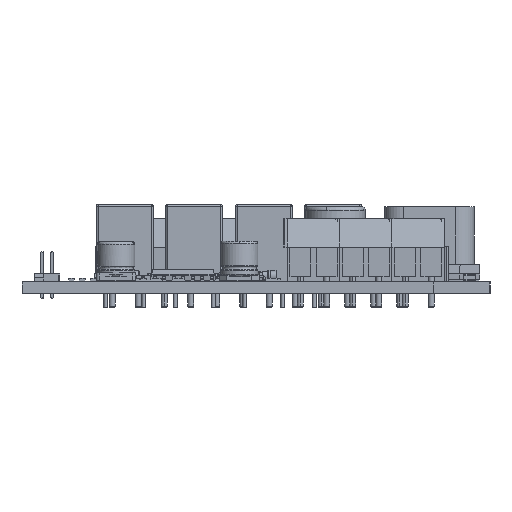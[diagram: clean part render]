
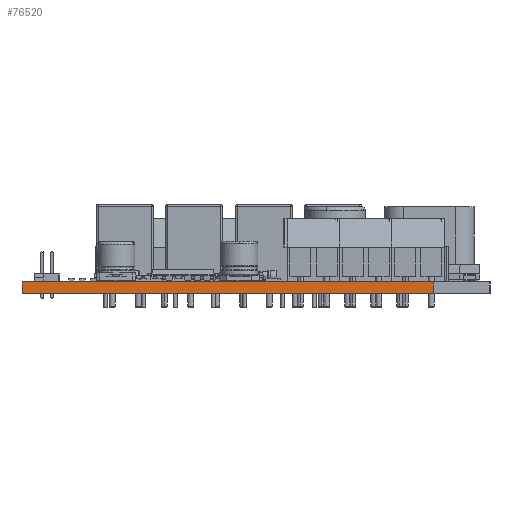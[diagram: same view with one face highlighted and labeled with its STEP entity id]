
A CAD part, left-side view. The second image highlights one B-rep face of the part: STEP entity #76520.
In plain terms, the highlighted planar face has unit normal (-1, 0, 0).
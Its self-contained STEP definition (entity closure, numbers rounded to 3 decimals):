
#75181 = VERTEX_POINT('',#75182);
#75182 = CARTESIAN_POINT('',(115.,-66.8,0.));
#75188 = EDGE_CURVE('',#75189,#75181,#75191,.T.);
#75189 = VERTEX_POINT('',#75190);
#75190 = CARTESIAN_POINT('',(115.,-121.85,0.));
#75191 = LINE('',#75192,#75193);
#75192 = CARTESIAN_POINT('',(115.,-121.85,0.));
#75193 = VECTOR('',#75194,1.);
#75194 = DIRECTION('',(0.,1.,0.));
#75824 = VERTEX_POINT('',#75825);
#75825 = CARTESIAN_POINT('',(115.,-66.8,1.6));
#75831 = EDGE_CURVE('',#75832,#75824,#75834,.T.);
#75832 = VERTEX_POINT('',#75833);
#75833 = CARTESIAN_POINT('',(115.,-121.85,1.6));
#75834 = LINE('',#75835,#75836);
#75835 = CARTESIAN_POINT('',(115.,-121.85,1.6));
#75836 = VECTOR('',#75837,1.);
#75837 = DIRECTION('',(0.,1.,0.));
#76490 = EDGE_CURVE('',#75181,#75824,#76491,.T.);
#76491 = LINE('',#76492,#76493);
#76492 = CARTESIAN_POINT('',(115.,-66.8,0.));
#76493 = VECTOR('',#76494,1.);
#76494 = DIRECTION('',(0.,0.,1.));
#76509 = EDGE_CURVE('',#75189,#75832,#76510,.T.);
#76510 = LINE('',#76511,#76512);
#76511 = CARTESIAN_POINT('',(115.,-121.85,0.));
#76512 = VECTOR('',#76513,1.);
#76513 = DIRECTION('',(0.,0.,1.));
#76520 = ADVANCED_FACE('',(#76521),#76527,.T.);
#76521 = FACE_BOUND('',#76522,.T.);
#76522 = EDGE_LOOP('',(#76523,#76524,#76525,#76526));
#76523 = ORIENTED_EDGE('',*,*,#76509,.T.);
#76524 = ORIENTED_EDGE('',*,*,#75831,.T.);
#76525 = ORIENTED_EDGE('',*,*,#76490,.F.);
#76526 = ORIENTED_EDGE('',*,*,#75188,.F.);
#76527 = PLANE('',#76528);
#76528 = AXIS2_PLACEMENT_3D('',#76529,#76530,#76531);
#76529 = CARTESIAN_POINT('',(115.,-121.85,0.));
#76530 = DIRECTION('',(-1.,0.,0.));
#76531 = DIRECTION('',(0.,1.,0.));
